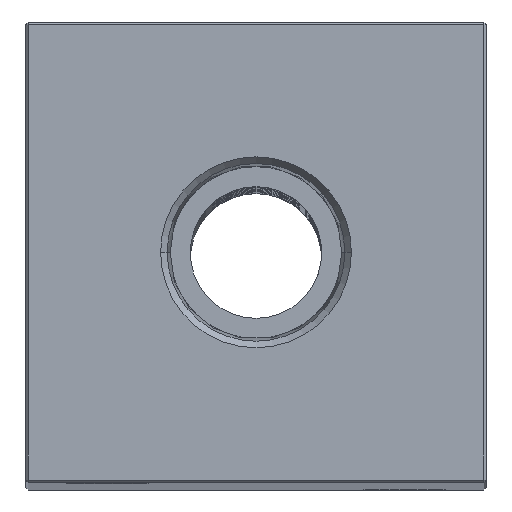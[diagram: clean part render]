
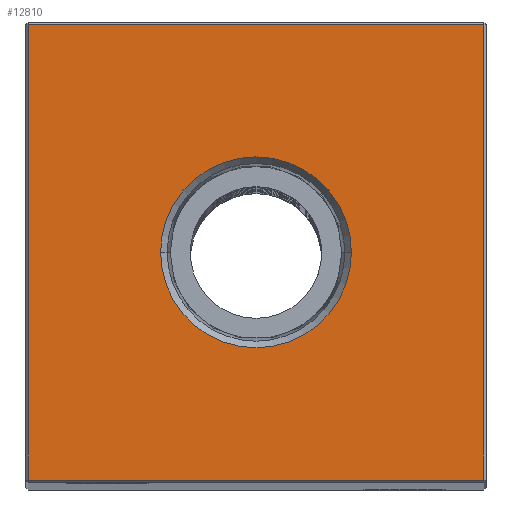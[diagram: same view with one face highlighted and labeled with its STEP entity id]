
A CAD part, top view. The second image highlights one B-rep face of the part: STEP entity #12810.
In plain terms, the highlighted planar face has unit normal (0, 0, 1).
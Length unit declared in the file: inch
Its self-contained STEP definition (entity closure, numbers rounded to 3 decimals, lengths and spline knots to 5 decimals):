
#55 = EDGE_CURVE ( 'NONE', #16642, #22030, #17595, .T. ) ;
#392 = CARTESIAN_POINT ( 'NONE',  ( 0.3626, 0., 16. ) ) ;
#854 = DIRECTION ( 'NONE',  ( 0., 0., 1. ) ) ;
#1118 = DIRECTION ( 'NONE',  ( 0., -1., 0. ) ) ;
#2509 = DIRECTION ( 'NONE',  ( 0., 1., 0. ) ) ;
#3195 = CARTESIAN_POINT ( 'NONE',  ( 0., 0., 16. ) ) ;
#3461 = ORIENTED_EDGE ( 'NONE', *, *, #6434, .T. ) ;
#4706 = AXIS2_PLACEMENT_3D ( 'NONE', #12172, #854, #9370 ) ;
#4812 = VERTEX_POINT ( 'NONE', #15798 ) ;
#5355 = ORIENTED_EDGE ( 'NONE', *, *, #11772, .T. ) ;
#6434 = EDGE_CURVE ( 'NONE', #8302, #18611, #21931, .T. ) ;
#7795 = LINE ( 'NONE', #16329, #19506 ) ;
#8302 = VERTEX_POINT ( 'NONE', #13779 ) ;
#8557 = EDGE_CURVE ( 'NONE', #22030, #16642, #18109, .T. ) ;
#9370 = DIRECTION ( 'NONE',  ( 1., 0., 0. ) ) ;
#10891 = EDGE_CURVE ( 'NONE', #12113, #8302, #7795, .T. ) ;
#11428 = CARTESIAN_POINT ( 'NONE',  ( 0., 0., 16. ) ) ;
#11706 = EDGE_LOOP ( 'NONE', ( #5355, #18569, #3461, #14999 ) ) ;
#11772 = EDGE_CURVE ( 'NONE', #4812, #12113, #22355, .T. ) ;
#12113 = VERTEX_POINT ( 'NONE', #13666 ) ;
#12172 = CARTESIAN_POINT ( 'NONE',  ( 0., 0., 16. ) ) ;
#12290 = VECTOR ( 'NONE', #2509, 39.37008 ) ;
#12810 = ADVANCED_FACE ( 'NONE', ( #14803, #21238 ), #19151, .F. ) ;
#13601 = EDGE_LOOP ( 'NONE', ( #25704, #26246 ) ) ;
#13666 = CARTESIAN_POINT ( 'NONE',  ( -0.865, -0.865, 16. ) ) ;
#13779 = CARTESIAN_POINT ( 'NONE',  ( 0.865, -0.865, 16. ) ) ;
#14803 = FACE_OUTER_BOUND ( 'NONE', #11706, .T. ) ;
#14999 = ORIENTED_EDGE ( 'NONE', *, *, #26835, .T. ) ;
#15664 = DIRECTION ( 'NONE',  ( -1., 0., 0. ) ) ;
#15771 = DIRECTION ( 'NONE',  ( -1., 0., 0. ) ) ;
#15798 = CARTESIAN_POINT ( 'NONE',  ( -0.865, 0.865, 16. ) ) ;
#16058 = DIRECTION ( 'NONE',  ( 1., 0., 0. ) ) ;
#16329 = CARTESIAN_POINT ( 'NONE',  ( 0., -0.865, 16. ) ) ;
#16642 = VERTEX_POINT ( 'NONE', #392 ) ;
#17595 = CIRCLE ( 'NONE', #23387, 0.3626 ) ;
#18044 = CARTESIAN_POINT ( 'NONE',  ( -0.865, 0., 16. ) ) ;
#18109 = CIRCLE ( 'NONE', #4706, 0.3626 ) ;
#18569 = ORIENTED_EDGE ( 'NONE', *, *, #10891, .T. ) ;
#18588 = DIRECTION ( 'NONE',  ( 0., 0., 1. ) ) ;
#18611 = VERTEX_POINT ( 'NONE', #26194 ) ;
#19151 = PLANE ( 'NONE',  #22523 ) ;
#19506 = VECTOR ( 'NONE', #23297, 39.37008 ) ;
#21238 = FACE_BOUND ( 'NONE', #13601, .T. ) ;
#21931 = LINE ( 'NONE', #26110, #12290 ) ;
#21966 = CARTESIAN_POINT ( 'NONE',  ( 0., 0.865, 16. ) ) ;
#22030 = VERTEX_POINT ( 'NONE', #24645 ) ;
#22355 = LINE ( 'NONE', #18044, #24856 ) ;
#22523 = AXIS2_PLACEMENT_3D ( 'NONE', #11428, #26376, #15771 ) ;
#23297 = DIRECTION ( 'NONE',  ( 1., 0., 0. ) ) ;
#23387 = AXIS2_PLACEMENT_3D ( 'NONE', #3195, #18588, #16058 ) ;
#24645 = CARTESIAN_POINT ( 'NONE',  ( -0.3626, 0., 16. ) ) ;
#24856 = VECTOR ( 'NONE', #1118, 39.37008 ) ;
#25161 = VECTOR ( 'NONE', #15664, 39.37008 ) ;
#25704 = ORIENTED_EDGE ( 'NONE', *, *, #55, .F. ) ;
#26110 = CARTESIAN_POINT ( 'NONE',  ( 0.865, 0., 16. ) ) ;
#26144 = LINE ( 'NONE', #21966, #25161 ) ;
#26194 = CARTESIAN_POINT ( 'NONE',  ( 0.865, 0.865, 16. ) ) ;
#26246 = ORIENTED_EDGE ( 'NONE', *, *, #8557, .F. ) ;
#26376 = DIRECTION ( 'NONE',  ( 0., 0., -1. ) ) ;
#26835 = EDGE_CURVE ( 'NONE', #18611, #4812, #26144, .T. ) ;
